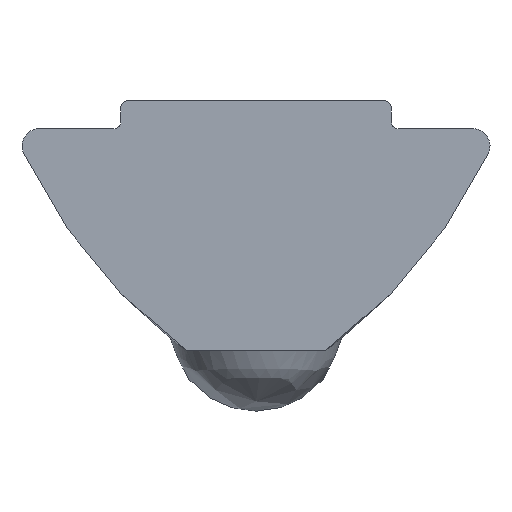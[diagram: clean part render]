
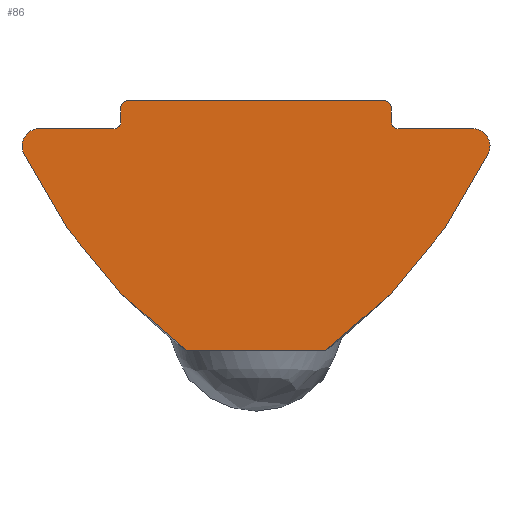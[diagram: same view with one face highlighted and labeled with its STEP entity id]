
A CAD part, front view. The second image highlights one B-rep face of the part: STEP entity #86.
In plain terms, the highlighted planar face has unit normal (0, -1, 0).
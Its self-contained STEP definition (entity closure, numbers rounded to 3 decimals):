
#11 = DIRECTION ( 'NONE',  ( -1., 0., 0. ) ) ;
#13 = CARTESIAN_POINT ( 'NONE',  ( 6.245, -11., -0.505 ) ) ;
#17 = EDGE_CURVE ( 'NONE', #371, #50, #833, .T. ) ;
#20 = EDGE_CURVE ( 'NONE', #719, #799, #466, .T. ) ;
#24 = DIRECTION ( 'NONE',  ( -1., 0., 0. ) ) ;
#26 = DIRECTION ( 'NONE',  ( 0., 1., 0. ) ) ;
#38 = CARTESIAN_POINT ( 'NONE',  ( 2.001, -11., -6.4 ) ) ;
#39 = EDGE_CURVE ( 'NONE', #402, #690, #40, .T. ) ;
#40 = CIRCLE ( 'NONE', #636, 0.2 ) ;
#44 = CARTESIAN_POINT ( 'NONE',  ( -3.9, -11., 0.2 ) ) ;
#50 = VERTEX_POINT ( 'NONE', #872 ) ;
#51 = CARTESIAN_POINT ( 'NONE',  ( 3.9, -11., 0.6 ) ) ;
#63 = VECTOR ( 'NONE', #155, 1000. ) ;
#74 = DIRECTION ( 'NONE',  ( 0., 1., 0. ) ) ;
#77 = EDGE_CURVE ( 'NONE', #297, #190, #213, .T. ) ;
#86 = ADVANCED_FACE ( 'NONE', ( #146 ), #91, .F. ) ;
#91 = PLANE ( 'NONE',  #730 ) ;
#108 = DIRECTION ( 'NONE',  ( -1., 0., 0. ) ) ;
#111 = CARTESIAN_POINT ( 'NONE',  ( -2.001, -11., -6.4 ) ) ;
#121 = DIRECTION ( 'NONE',  ( 0., 0., 1. ) ) ;
#123 = ORIENTED_EDGE ( 'NONE', *, *, #17, .F. ) ;
#127 = CARTESIAN_POINT ( 'NONE',  ( -6.701, -11., -0.722 ) ) ;
#133 = CARTESIAN_POINT ( 'NONE',  ( 6.85, -11., 5.71 ) ) ;
#146 = FACE_OUTER_BOUND ( 'NONE', #747, .T. ) ;
#151 = DIRECTION ( 'NONE',  ( -1., 0., 0. ) ) ;
#154 = AXIS2_PLACEMENT_3D ( 'NONE', #211, #280, #282 ) ;
#155 = DIRECTION ( 'NONE',  ( 1., 0., 0. ) ) ;
#156 = DIRECTION ( 'NONE',  ( 0., 1., 0. ) ) ;
#164 = CIRCLE ( 'NONE', #940, 15. ) ;
#175 = AXIS2_PLACEMENT_3D ( 'NONE', #315, #26, #24 ) ;
#176 = DIRECTION ( 'NONE',  ( -1., 0., 0. ) ) ;
#189 = CARTESIAN_POINT ( 'NONE',  ( 3.7, -11., 0.8 ) ) ;
#190 = VERTEX_POINT ( 'NONE', #882 ) ;
#211 = CARTESIAN_POINT ( 'NONE',  ( -6.85, -11., 5.71 ) ) ;
#213 = CIRCLE ( 'NONE', #686, 0.505 ) ;
#214 = ORIENTED_EDGE ( 'NONE', *, *, #749, .F. ) ;
#216 = DIRECTION ( 'NONE',  ( 0., 1., 0. ) ) ;
#226 = VERTEX_POINT ( 'NONE', #817 ) ;
#244 = VECTOR ( 'NONE', #496, 1000. ) ;
#263 = EDGE_CURVE ( 'NONE', #681, #719, #547, .T. ) ;
#265 = EDGE_CURVE ( 'NONE', #50, #690, #344, .T. ) ;
#280 = DIRECTION ( 'NONE',  ( 0., 1., 0. ) ) ;
#282 = DIRECTION ( 'NONE',  ( -1., 0., 0. ) ) ;
#292 = VECTOR ( 'NONE', #121, 1000. ) ;
#297 = VERTEX_POINT ( 'NONE', #624 ) ;
#315 = CARTESIAN_POINT ( 'NONE',  ( -3.7, -11., 0.6 ) ) ;
#319 = DIRECTION ( 'NONE',  ( 0., 1., 0. ) ) ;
#327 = CARTESIAN_POINT ( 'NONE',  ( 4.1, -11., 0.2 ) ) ;
#344 = LINE ( 'NONE', #820, #456 ) ;
#366 = LINE ( 'NONE', #918, #292 ) ;
#371 = VERTEX_POINT ( 'NONE', #837 ) ;
#376 = CARTESIAN_POINT ( 'NONE',  ( -3.7, -11., 0.8 ) ) ;
#385 = ORIENTED_EDGE ( 'NONE', *, *, #701, .F. ) ;
#386 = VERTEX_POINT ( 'NONE', #111 ) ;
#391 = AXIS2_PLACEMENT_3D ( 'NONE', #327, #319, #176 ) ;
#394 = DIRECTION ( 'NONE',  ( 1., 0., 0. ) ) ;
#396 = CARTESIAN_POINT ( 'NONE',  ( -3.7, -11., 0.8 ) ) ;
#402 = VERTEX_POINT ( 'NONE', #44 ) ;
#407 = AXIS2_PLACEMENT_3D ( 'NONE', #726, #654, #793 ) ;
#424 = VECTOR ( 'NONE', #784, 1000. ) ;
#433 = DIRECTION ( 'NONE',  ( 0., 1., 0. ) ) ;
#444 = VERTEX_POINT ( 'NONE', #38 ) ;
#447 = DIRECTION ( 'NONE',  ( 0., 1., 0. ) ) ;
#456 = VECTOR ( 'NONE', #394, 1000. ) ;
#463 = AXIS2_PLACEMENT_3D ( 'NONE', #729, #216, #670 ) ;
#466 = LINE ( 'NONE', #376, #63 ) ;
#473 = EDGE_CURVE ( 'NONE', #226, #297, #651, .T. ) ;
#481 = ORIENTED_EDGE ( 'NONE', *, *, #265, .F. ) ;
#496 = DIRECTION ( 'NONE',  ( 1., 0., 0. ) ) ;
#499 = ORIENTED_EDGE ( 'NONE', *, *, #77, .F. ) ;
#509 = CARTESIAN_POINT ( 'NONE',  ( -3.9, -11., 0.6 ) ) ;
#516 = CIRCLE ( 'NONE', #407, 0.505 ) ;
#538 = ORIENTED_EDGE ( 'NONE', *, *, #473, .F. ) ;
#547 = CIRCLE ( 'NONE', #175, 0.2 ) ;
#565 = ORIENTED_EDGE ( 'NONE', *, *, #570, .T. ) ;
#570 = EDGE_CURVE ( 'NONE', #226, #878, #759, .T. ) ;
#578 = ORIENTED_EDGE ( 'NONE', *, *, #892, .F. ) ;
#583 = CARTESIAN_POINT ( 'NONE',  ( -3.9, -11., 0.2 ) ) ;
#589 = DIRECTION ( 'NONE',  ( -1., 0., 0. ) ) ;
#614 = ORIENTED_EDGE ( 'NONE', *, *, #20, .F. ) ;
#621 = EDGE_CURVE ( 'NONE', #878, #819, #366, .T. ) ;
#624 = CARTESIAN_POINT ( 'NONE',  ( 6.245, -11., 0. ) ) ;
#636 = AXIS2_PLACEMENT_3D ( 'NONE', #735, #74, #151 ) ;
#647 = ORIENTED_EDGE ( 'NONE', *, *, #786, .F. ) ;
#651 = LINE ( 'NONE', #864, #244 ) ;
#654 = DIRECTION ( 'NONE',  ( 0., 1., 0. ) ) ;
#663 = CIRCLE ( 'NONE', #769, 0.2 ) ;
#670 = DIRECTION ( 'NONE',  ( -1., 0., 0. ) ) ;
#681 = VERTEX_POINT ( 'NONE', #509 ) ;
#686 = AXIS2_PLACEMENT_3D ( 'NONE', #13, #156, #808 ) ;
#690 = VERTEX_POINT ( 'NONE', #934 ) ;
#701 = EDGE_CURVE ( 'NONE', #799, #819, #663, .T. ) ;
#719 = VERTEX_POINT ( 'NONE', #396 ) ;
#720 = ORIENTED_EDGE ( 'NONE', *, *, #39, .T. ) ;
#726 = CARTESIAN_POINT ( 'NONE',  ( -6.245, -11., -0.505 ) ) ;
#729 = CARTESIAN_POINT ( 'NONE',  ( -6.245, -11., -0.505 ) ) ;
#730 = AXIS2_PLACEMENT_3D ( 'NONE', #812, #743, #11 ) ;
#735 = CARTESIAN_POINT ( 'NONE',  ( -4.1, -11., 0.2 ) ) ;
#736 = ORIENTED_EDGE ( 'NONE', *, *, #263, .F. ) ;
#742 = EDGE_CURVE ( 'NONE', #444, #386, #791, .T. ) ;
#743 = DIRECTION ( 'NONE',  ( 0., 1., 0. ) ) ;
#744 = ORIENTED_EDGE ( 'NONE', *, *, #621, .T. ) ;
#747 = EDGE_LOOP ( 'NONE', ( #945, #720, #481, #123, #578, #647, #818, #214, #499, #538, #565, #744, #385, #614, #736 ) ) ;
#749 = EDGE_CURVE ( 'NONE', #190, #444, #767, .T. ) ;
#759 = CIRCLE ( 'NONE', #391, 0.2 ) ;
#767 = CIRCLE ( 'NONE', #154, 15. ) ;
#769 = AXIS2_PLACEMENT_3D ( 'NONE', #870, #447, #589 ) ;
#777 = DIRECTION ( 'NONE',  ( -1., 0., 0. ) ) ;
#784 = DIRECTION ( 'NONE',  ( 0., 0., -1. ) ) ;
#786 = EDGE_CURVE ( 'NONE', #386, #809, #164, .T. ) ;
#791 = LINE ( 'NONE', #821, #802 ) ;
#793 = DIRECTION ( 'NONE',  ( -1., 0., 0. ) ) ;
#799 = VERTEX_POINT ( 'NONE', #189 ) ;
#802 = VECTOR ( 'NONE', #108, 1000. ) ;
#808 = DIRECTION ( 'NONE',  ( -1., 0., 0. ) ) ;
#809 = VERTEX_POINT ( 'NONE', #127 ) ;
#812 = CARTESIAN_POINT ( 'NONE',  ( -3.7, -11., 0.6 ) ) ;
#816 = LINE ( 'NONE', #583, #424 ) ;
#817 = CARTESIAN_POINT ( 'NONE',  ( 4.1, -11., 0. ) ) ;
#818 = ORIENTED_EDGE ( 'NONE', *, *, #742, .F. ) ;
#819 = VERTEX_POINT ( 'NONE', #51 ) ;
#820 = CARTESIAN_POINT ( 'NONE',  ( -3.7, -11., 0. ) ) ;
#821 = CARTESIAN_POINT ( 'NONE',  ( -3.7, -11., -6.4 ) ) ;
#824 = EDGE_CURVE ( 'NONE', #681, #402, #816, .T. ) ;
#833 = CIRCLE ( 'NONE', #463, 0.505 ) ;
#837 = CARTESIAN_POINT ( 'NONE',  ( -6.75, -11., -0.505 ) ) ;
#864 = CARTESIAN_POINT ( 'NONE',  ( -3.7, -11., 0. ) ) ;
#870 = CARTESIAN_POINT ( 'NONE',  ( 3.7, -11., 0.6 ) ) ;
#872 = CARTESIAN_POINT ( 'NONE',  ( -6.245, -11., 0. ) ) ;
#878 = VERTEX_POINT ( 'NONE', #926 ) ;
#882 = CARTESIAN_POINT ( 'NONE',  ( 6.701, -11., -0.722 ) ) ;
#892 = EDGE_CURVE ( 'NONE', #809, #371, #516, .T. ) ;
#918 = CARTESIAN_POINT ( 'NONE',  ( 3.9, -11., 0.6 ) ) ;
#926 = CARTESIAN_POINT ( 'NONE',  ( 3.9, -11., 0.2 ) ) ;
#934 = CARTESIAN_POINT ( 'NONE',  ( -4.1, -11., 0. ) ) ;
#940 = AXIS2_PLACEMENT_3D ( 'NONE', #133, #433, #777 ) ;
#945 = ORIENTED_EDGE ( 'NONE', *, *, #824, .T. ) ;
